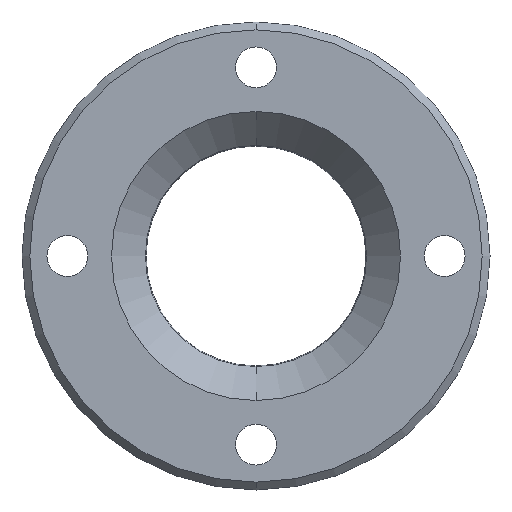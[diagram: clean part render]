
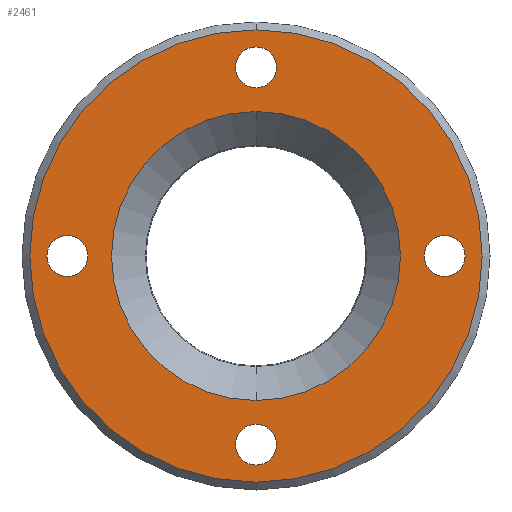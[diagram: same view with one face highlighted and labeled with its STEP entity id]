
A CAD part, front view. The second image highlights one B-rep face of the part: STEP entity #2461.
In plain terms, the highlighted planar face has unit normal (0, -1, 0).
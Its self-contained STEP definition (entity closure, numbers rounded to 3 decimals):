
#102 = CARTESIAN_POINT ( 'NONE',  ( 12.013, 54.735, 0. ) ) ;
#105 = DIRECTION ( 'NONE',  ( 0., -1., 0. ) ) ;
#121 = EDGE_CURVE ( 'NONE', #5249, #3515, #176, .T. ) ;
#176 = CIRCLE ( 'NONE', #5276, 1.3 ) ;
#265 = AXIS2_PLACEMENT_3D ( 'NONE', #2197, #5224, #2179 ) ;
#291 = EDGE_LOOP ( 'NONE', ( #2458, #3931 ) ) ;
#300 = ORIENTED_EDGE ( 'NONE', *, *, #1795, .F. ) ;
#450 = FACE_BOUND ( 'NONE', #2858, .T. ) ;
#454 = DIRECTION ( 'NONE',  ( 0., -1., 0. ) ) ;
#487 = EDGE_LOOP ( 'NONE', ( #1677, #1944 ) ) ;
#530 = DIRECTION ( 'NONE',  ( 1., 0., 0. ) ) ;
#693 = VERTEX_POINT ( 'NONE', #5013 ) ;
#732 = AXIS2_PLACEMENT_3D ( 'NONE', #4810, #4346, #5252 ) ;
#821 = ORIENTED_EDGE ( 'NONE', *, *, #2399, .F. ) ;
#925 = AXIS2_PLACEMENT_3D ( 'NONE', #5581, #5238, #530 ) ;
#940 = ORIENTED_EDGE ( 'NONE', *, *, #2000, .F. ) ;
#946 = DIRECTION ( 'NONE',  ( 0., -1., 0. ) ) ;
#986 = CARTESIAN_POINT ( 'NONE',  ( 0., 54.735, -13.313 ) ) ;
#1008 = CARTESIAN_POINT ( 'NONE',  ( -13.313, 54.735, 0. ) ) ;
#1044 = CIRCLE ( 'NONE', #3985, 1.3 ) ;
#1184 = CIRCLE ( 'NONE', #1281, 9.2 ) ;
#1281 = AXIS2_PLACEMENT_3D ( 'NONE', #3864, #2986, #3852 ) ;
#1282 = PLANE ( 'NONE',  #732 ) ;
#1403 = CARTESIAN_POINT ( 'NONE',  ( 0., 54.735, 0. ) ) ;
#1408 = AXIS2_PLACEMENT_3D ( 'NONE', #5183, #5204, #4385 ) ;
#1611 = CARTESIAN_POINT ( 'NONE',  ( 0., 54.735, 12.013 ) ) ;
#1629 = DIRECTION ( 'NONE',  ( 1., 0., 0. ) ) ;
#1640 = AXIS2_PLACEMENT_3D ( 'NONE', #102, #2741, #4920 ) ;
#1677 = ORIENTED_EDGE ( 'NONE', *, *, #1752, .T. ) ;
#1678 = CIRCLE ( 'NONE', #4738, 1.3 ) ;
#1708 = EDGE_LOOP ( 'NONE', ( #821, #1831 ) ) ;
#1752 = EDGE_CURVE ( 'NONE', #4374, #693, #4883, .T. ) ;
#1795 = EDGE_CURVE ( 'NONE', #2147, #3393, #4614, .T. ) ;
#1807 = FACE_BOUND ( 'NONE', #3883, .T. ) ;
#1831 = ORIENTED_EDGE ( 'NONE', *, *, #3079, .F. ) ;
#1944 = ORIENTED_EDGE ( 'NONE', *, *, #2700, .T. ) ;
#2000 = EDGE_CURVE ( 'NONE', #4442, #2388, #2295, .T. ) ;
#2147 = VERTEX_POINT ( 'NONE', #3867 ) ;
#2151 = CIRCLE ( 'NONE', #925, 1.3 ) ;
#2155 = EDGE_CURVE ( 'NONE', #2388, #4442, #2151, .T. ) ;
#2179 = DIRECTION ( 'NONE',  ( 0., 0., 1. ) ) ;
#2197 = CARTESIAN_POINT ( 'NONE',  ( -12.013, 54.735, 0. ) ) ;
#2246 = CARTESIAN_POINT ( 'NONE',  ( 0., 54.735, -12.013 ) ) ;
#2295 = CIRCLE ( 'NONE', #5448, 1.3 ) ;
#2317 = ORIENTED_EDGE ( 'NONE', *, *, #2155, .F. ) ;
#2388 = VERTEX_POINT ( 'NONE', #3099 ) ;
#2399 = EDGE_CURVE ( 'NONE', #4629, #4307, #5227, .T. ) ;
#2458 = ORIENTED_EDGE ( 'NONE', *, *, #121, .F. ) ;
#2461 = ADVANCED_FACE ( 'NONE', ( #4054, #450, #2892, #3225, #2821, #1807 ), #1282, .T. ) ;
#2700 = EDGE_CURVE ( 'NONE', #693, #4374, #4803, .T. ) ;
#2735 = EDGE_LOOP ( 'NONE', ( #4074, #3757 ) ) ;
#2741 = DIRECTION ( 'NONE',  ( 0., -1., 0. ) ) ;
#2821 = FACE_BOUND ( 'NONE', #2735, .T. ) ;
#2854 = DIRECTION ( 'NONE',  ( 0., -1., 0. ) ) ;
#2858 = EDGE_LOOP ( 'NONE', ( #2317, #940 ) ) ;
#2892 = FACE_BOUND ( 'NONE', #1708, .T. ) ;
#2986 = DIRECTION ( 'NONE',  ( 0., -1., 0. ) ) ;
#3079 = EDGE_CURVE ( 'NONE', #4307, #4629, #4057, .T. ) ;
#3099 = CARTESIAN_POINT ( 'NONE',  ( 0., 54.735, 10.713 ) ) ;
#3225 = FACE_BOUND ( 'NONE', #291, .T. ) ;
#3287 = DIRECTION ( 'NONE',  ( -1., 0., 0. ) ) ;
#3336 = EDGE_CURVE ( 'NONE', #4499, #4026, #1678, .T. ) ;
#3345 = EDGE_CURVE ( 'NONE', #3393, #2147, #1184, .T. ) ;
#3381 = CARTESIAN_POINT ( 'NONE',  ( 0., 54.735, 9.2 ) ) ;
#3393 = VERTEX_POINT ( 'NONE', #3381 ) ;
#3515 = VERTEX_POINT ( 'NONE', #986 ) ;
#3532 = CARTESIAN_POINT ( 'NONE',  ( -12.013, 54.735, 0. ) ) ;
#3671 = AXIS2_PLACEMENT_3D ( 'NONE', #1403, #105, #4458 ) ;
#3685 = EDGE_CURVE ( 'NONE', #3515, #5249, #1044, .T. ) ;
#3743 = CARTESIAN_POINT ( 'NONE',  ( 0., 54.735, -10.713 ) ) ;
#3757 = ORIENTED_EDGE ( 'NONE', *, *, #4613, .F. ) ;
#3852 = DIRECTION ( 'NONE',  ( 0., 0., -1. ) ) ;
#3864 = CARTESIAN_POINT ( 'NONE',  ( 0., 54.735, 0. ) ) ;
#3867 = CARTESIAN_POINT ( 'NONE',  ( 0., 54.735, -9.2 ) ) ;
#3883 = EDGE_LOOP ( 'NONE', ( #300, #3996 ) ) ;
#3891 = CIRCLE ( 'NONE', #1640, 1.3 ) ;
#3931 = ORIENTED_EDGE ( 'NONE', *, *, #3685, .F. ) ;
#3985 = AXIS2_PLACEMENT_3D ( 'NONE', #4149, #2854, #3287 ) ;
#3996 = ORIENTED_EDGE ( 'NONE', *, *, #3345, .F. ) ;
#4026 = VERTEX_POINT ( 'NONE', #5136 ) ;
#4054 = FACE_OUTER_BOUND ( 'NONE', #487, .T. ) ;
#4057 = CIRCLE ( 'NONE', #265, 1.3 ) ;
#4074 = ORIENTED_EDGE ( 'NONE', *, *, #3336, .F. ) ;
#4149 = CARTESIAN_POINT ( 'NONE',  ( 0., 54.735, -12.013 ) ) ;
#4307 = VERTEX_POINT ( 'NONE', #1008 ) ;
#4346 = DIRECTION ( 'NONE',  ( 0., -1., 0. ) ) ;
#4363 = CARTESIAN_POINT ( 'NONE',  ( 10.713, 54.735, 0. ) ) ;
#4374 = VERTEX_POINT ( 'NONE', #5619 ) ;
#4385 = DIRECTION ( 'NONE',  ( 0., 0., -1. ) ) ;
#4396 = DIRECTION ( 'NONE',  ( -1., 0., 0. ) ) ;
#4441 = DIRECTION ( 'NONE',  ( 0., 0., -1. ) ) ;
#4442 = VERTEX_POINT ( 'NONE', #5147 ) ;
#4454 = CARTESIAN_POINT ( 'NONE',  ( -10.713, 54.735, 0. ) ) ;
#4458 = DIRECTION ( 'NONE',  ( 0., 0., -1. ) ) ;
#4499 = VERTEX_POINT ( 'NONE', #4363 ) ;
#4613 = EDGE_CURVE ( 'NONE', #4026, #4499, #3891, .T. ) ;
#4614 = CIRCLE ( 'NONE', #4852, 9.2 ) ;
#4629 = VERTEX_POINT ( 'NONE', #4454 ) ;
#4658 = DIRECTION ( 'NONE',  ( 0., -1., 0. ) ) ;
#4738 = AXIS2_PLACEMENT_3D ( 'NONE', #5617, #5126, #5165 ) ;
#4803 = CIRCLE ( 'NONE', #1408, 14.4 ) ;
#4810 = CARTESIAN_POINT ( 'NONE',  ( 0., 54.735, 0. ) ) ;
#4844 = DIRECTION ( 'NONE',  ( 0., 0., 1. ) ) ;
#4852 = AXIS2_PLACEMENT_3D ( 'NONE', #5411, #946, #4441 ) ;
#4883 = CIRCLE ( 'NONE', #3671, 14.4 ) ;
#4920 = DIRECTION ( 'NONE',  ( 0., 0., -1. ) ) ;
#5001 = AXIS2_PLACEMENT_3D ( 'NONE', #3532, #454, #4844 ) ;
#5013 = CARTESIAN_POINT ( 'NONE',  ( 0., 54.735, -14.4 ) ) ;
#5126 = DIRECTION ( 'NONE',  ( 0., -1., 0. ) ) ;
#5136 = CARTESIAN_POINT ( 'NONE',  ( 13.313, 54.735, 0. ) ) ;
#5147 = CARTESIAN_POINT ( 'NONE',  ( 0., 54.735, 13.313 ) ) ;
#5165 = DIRECTION ( 'NONE',  ( 0., 0., -1. ) ) ;
#5183 = CARTESIAN_POINT ( 'NONE',  ( 0., 54.735, 0. ) ) ;
#5204 = DIRECTION ( 'NONE',  ( 0., -1., 0. ) ) ;
#5224 = DIRECTION ( 'NONE',  ( 0., -1., 0. ) ) ;
#5227 = CIRCLE ( 'NONE', #5001, 1.3 ) ;
#5238 = DIRECTION ( 'NONE',  ( 0., -1., 0. ) ) ;
#5249 = VERTEX_POINT ( 'NONE', #3743 ) ;
#5252 = DIRECTION ( 'NONE',  ( 0., 0., -1. ) ) ;
#5276 = AXIS2_PLACEMENT_3D ( 'NONE', #2246, #5310, #4396 ) ;
#5310 = DIRECTION ( 'NONE',  ( 0., -1., 0. ) ) ;
#5411 = CARTESIAN_POINT ( 'NONE',  ( 0., 54.735, 0. ) ) ;
#5448 = AXIS2_PLACEMENT_3D ( 'NONE', #1611, #4658, #1629 ) ;
#5581 = CARTESIAN_POINT ( 'NONE',  ( 0., 54.735, 12.013 ) ) ;
#5617 = CARTESIAN_POINT ( 'NONE',  ( 12.013, 54.735, 0. ) ) ;
#5619 = CARTESIAN_POINT ( 'NONE',  ( 0., 54.735, 14.4 ) ) ;
